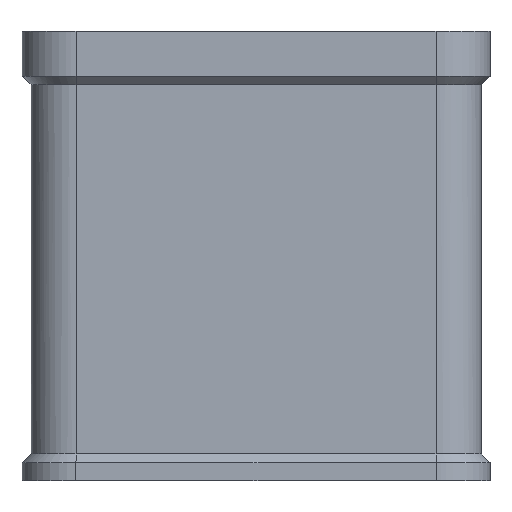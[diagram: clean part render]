
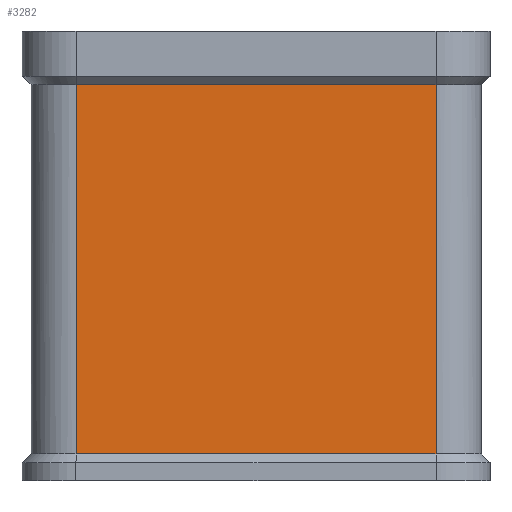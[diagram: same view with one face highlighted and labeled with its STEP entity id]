
A CAD part, left-side view. The second image highlights one B-rep face of the part: STEP entity #3282.
In plain terms, the highlighted free-form (B-spline) face has degree [1, 1] with [2, 2] control points.
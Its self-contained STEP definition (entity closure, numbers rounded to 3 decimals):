
#3246 = EDGE_CURVE('',#3247,#3249,#3251,.T.);
#3247 = VERTEX_POINT('',#3248);
#3248 = CARTESIAN_POINT('',(-4.135,0.,36.386));
#3249 = VERTEX_POINT('',#3250);
#3250 = CARTESIAN_POINT('',(-4.135,0.,2.481));
#3251 = B_SPLINE_CURVE_WITH_KNOTS('',1,(#3252,#3253),.UNSPECIFIED.,.F.,
  .F.,(2,2),(6.,47.),.PIECEWISE_BEZIER_KNOTS.);
#3252 = CARTESIAN_POINT('',(-4.135,0.,36.386));
#3253 = CARTESIAN_POINT('',(-4.135,0.,2.481));
#3282 = ADVANCED_FACE('',(#3283),#3305,.F.);
#3283 = FACE_BOUND('',#3284,.T.);
#3284 = EDGE_LOOP('',(#3285,#3294,#3299,#3300));
#3285 = ORIENTED_EDGE('',*,*,#3286,.T.);
#3286 = EDGE_CURVE('',#3287,#3289,#3291,.T.);
#3287 = VERTEX_POINT('',#3288);
#3288 = CARTESIAN_POINT('',(-4.135,33.078,
    36.386));
#3289 = VERTEX_POINT('',#3290);
#3290 = CARTESIAN_POINT('',(-4.135,33.078,
    2.481));
#3291 = B_SPLINE_CURVE_WITH_KNOTS('',1,(#3292,#3293),.UNSPECIFIED.,.F.,
  .F.,(2,2),(6.,47.),.PIECEWISE_BEZIER_KNOTS.);
#3292 = CARTESIAN_POINT('',(-4.135,33.078,
    36.386));
#3293 = CARTESIAN_POINT('',(-4.135,33.078,
    2.481));
#3294 = ORIENTED_EDGE('',*,*,#3295,.T.);
#3295 = EDGE_CURVE('',#3289,#3249,#3296,.T.);
#3296 = B_SPLINE_CURVE_WITH_KNOTS('',1,(#3297,#3298),.UNSPECIFIED.,.F.,
  .F.,(2,2),(-40.,0.),.PIECEWISE_BEZIER_KNOTS.);
#3297 = CARTESIAN_POINT('',(-4.135,33.078,
    2.481));
#3298 = CARTESIAN_POINT('',(-4.135,0.,2.481));
#3299 = ORIENTED_EDGE('',*,*,#3246,.F.);
#3300 = ORIENTED_EDGE('',*,*,#3301,.T.);
#3301 = EDGE_CURVE('',#3247,#3287,#3302,.T.);
#3302 = B_SPLINE_CURVE_WITH_KNOTS('',1,(#3303,#3304),.UNSPECIFIED.,.F.,
  .F.,(2,2),(-40.,0.),.PIECEWISE_BEZIER_KNOTS.);
#3303 = CARTESIAN_POINT('',(-4.135,0.,36.386));
#3304 = CARTESIAN_POINT('',(-4.135,33.078,
    36.386));
#3305 = B_SPLINE_SURFACE_WITH_KNOTS('',1,1,(
    (#3306,#3307)
    ,(#3308,#3309
    )),.UNSPECIFIED.,.F.,.F.,.F.,(2,2),(2,2),(0.,40.),(
    -47.,-6.),.PIECEWISE_BEZIER_KNOTS.);
#3306 = CARTESIAN_POINT('',(-4.135,0.,
    2.481));
#3307 = CARTESIAN_POINT('',(-4.135,0.,
    36.386));
#3308 = CARTESIAN_POINT('',(-4.135,33.078,
    2.481));
#3309 = CARTESIAN_POINT('',(-4.135,33.078,
    36.386));
